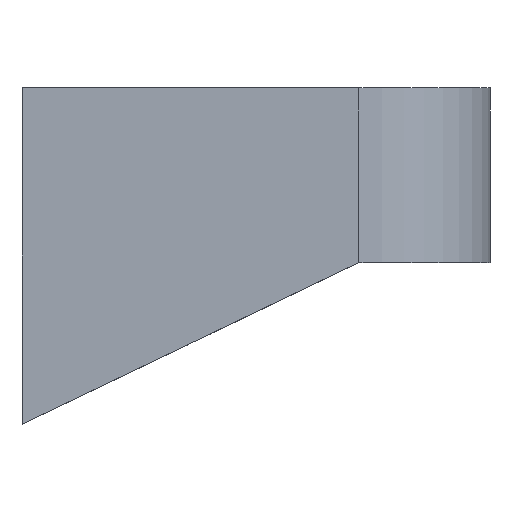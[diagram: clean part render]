
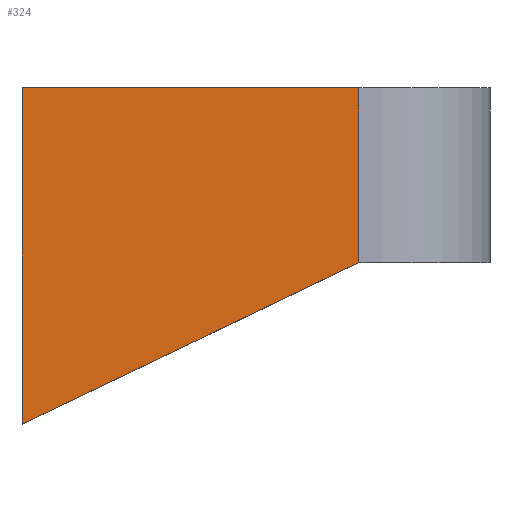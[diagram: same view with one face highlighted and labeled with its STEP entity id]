
A CAD part, left-side view. The second image highlights one B-rep face of the part: STEP entity #324.
In plain terms, the highlighted planar face has unit normal (-1, 0, 0).
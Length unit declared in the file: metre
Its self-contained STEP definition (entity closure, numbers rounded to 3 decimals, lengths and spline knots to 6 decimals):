
#39=LINE('',#527,#63);
#41=LINE('',#543,#65);
#42=LINE('',#544,#66);
#43=LINE('',#546,#67);
#63=VECTOR('',#424,1.);
#65=VECTOR('',#444,1.);
#66=VECTOR('',#445,1.);
#67=VECTOR('',#446,1.);
#108=ORIENTED_EDGE('',*,*,#175,.T.);
#109=ORIENTED_EDGE('',*,*,#181,.T.);
#110=ORIENTED_EDGE('',*,*,#182,.T.);
#111=ORIENTED_EDGE('',*,*,#183,.T.);
#175=EDGE_CURVE('',#212,#211,#39,.T.);
#181=EDGE_CURVE('',#211,#195,#41,.T.);
#182=EDGE_CURVE('',#195,#217,#42,.F.);
#183=EDGE_CURVE('',#217,#212,#43,.T.);
#195=VERTEX_POINT('',#487);
#211=VERTEX_POINT('',#526);
#212=VERTEX_POINT('',#528);
#217=VERTEX_POINT('',#545);
#252=EDGE_LOOP('',(#108,#109,#110,#111));
#288=FACE_BOUND('',#252,.T.);
#310=PLANE('',#367);
#324=ADVANCED_FACE('',(#288),#310,.T.);
#367=AXIS2_PLACEMENT_3D('',#542,#442,#443);
#424=DIRECTION('',(0.,0.,-1.));
#442=DIRECTION('',(-1.,0.,0.));
#443=DIRECTION('',(0.,-1.,0.));
#444=DIRECTION('',(0.,-0.902,0.432));
#445=DIRECTION('',(0.,0.,-1.));
#446=DIRECTION('',(0.,1.,0.));
#487=CARTESIAN_POINT('',(-0.063,-0.011772,0.));
#526=CARTESIAN_POINT('',(-0.063,0.026772,-0.018465));
#527=CARTESIAN_POINT('',(-0.063,0.026772,0.02));
#528=CARTESIAN_POINT('',(-0.063,0.026772,0.02));
#542=CARTESIAN_POINT('',(-0.063,0.,0.02));
#543=CARTESIAN_POINT('',(-0.063,0.0075,-0.009233));
#544=CARTESIAN_POINT('',(-0.063,-0.011772,0.02));
#545=CARTESIAN_POINT('',(-0.063,-0.011772,0.02));
#546=CARTESIAN_POINT('',(-0.063,0.,0.02));
